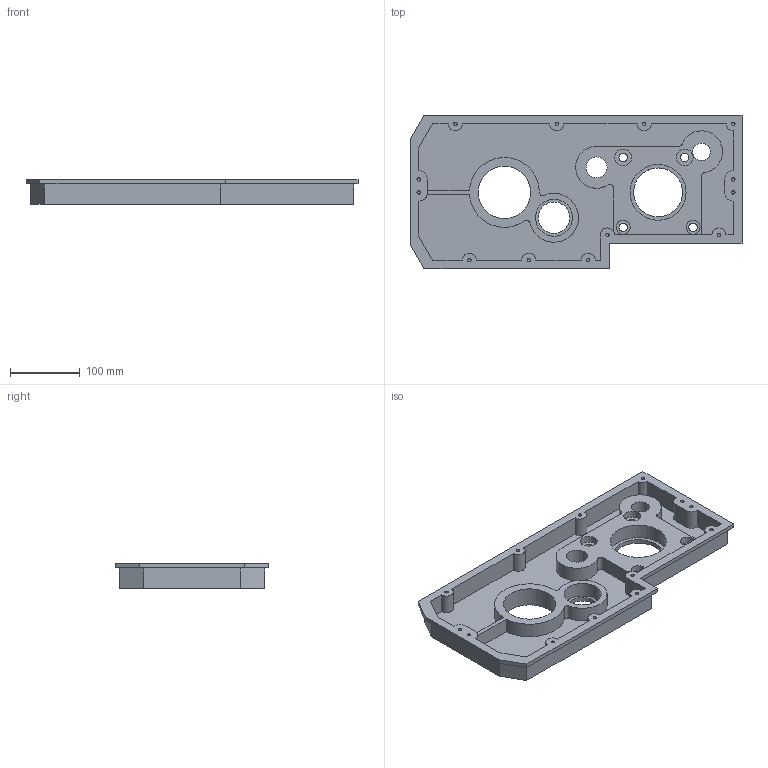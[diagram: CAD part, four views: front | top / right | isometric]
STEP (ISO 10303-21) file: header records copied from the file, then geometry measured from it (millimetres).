
FILE_DESCRIPTION(('FreeCAD Model'),'2;1');
FILE_NAME('Open CASCADE Shape Model','2025-09-03T15:04:36',(''),(''), 'Open CASCADE STEP processor 7.8','FreeCAD','Unknown');
FILE_SCHEMA(('AUTOMOTIVE_DESIGN { 1 0 10303 214 1 1 1 1 }'));
Length unit declared in the file: millimetre
Products named in the file (1): Body
Bounding box: 475 x 220 x 35 mm (x, y, z)
Volume: 1229993.7 mm3; surface area: 308586.5 mm2
Topology: 1 solids, 1 shells, 116 faces, 305 edges, 199 vertices
Faces by surface type: plane 52, cylinder 51, cone 13
Full cylindrical faces by diameter (mm): 5 x13, 12 x4, 20 x2, 24 x2, 25 x1, 30 x1, 45 x1, 53 x1, 70 x1, 75 x1, 80 x1
Entity records: 3582 total; most frequent: DIRECTION 630, CARTESIAN_POINT 608, ORIENTED_EDGE 584, EDGE_CURVE 292, AXIS2_PLACEMENT_3D 221, VERTEX_POINT 199, LINE 188, VECTOR 188
